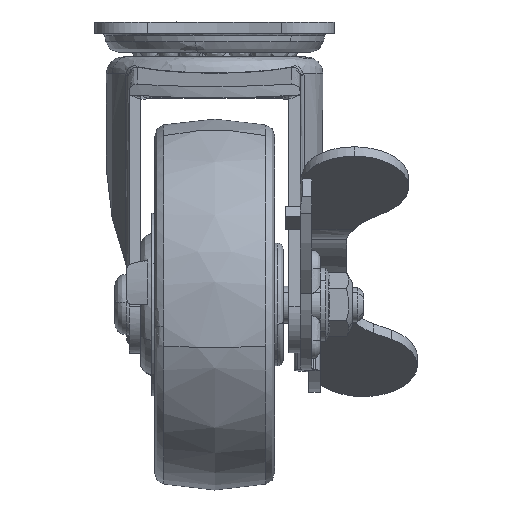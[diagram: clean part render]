
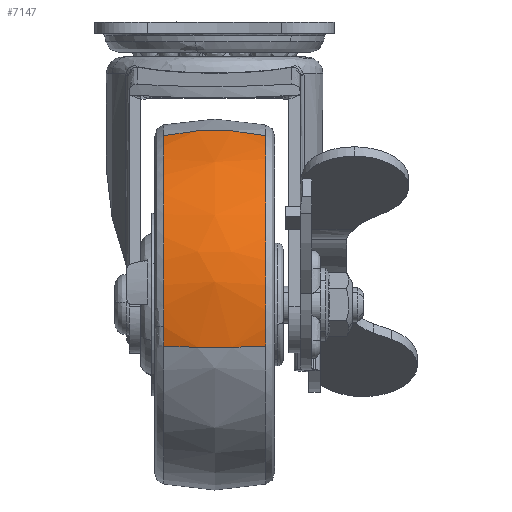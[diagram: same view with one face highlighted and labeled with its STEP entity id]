
A CAD part, left-side view. The second image highlights one B-rep face of the part: STEP entity #7147.
In plain terms, the highlighted free-form (B-spline) face has degree [2, 2] with [5, 5] control points.
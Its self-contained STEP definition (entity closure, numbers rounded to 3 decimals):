
#6494=CARTESIAN_POINT('',(0.0,-8.947,31.486));
#6495=VERTEX_POINT('',#6494);
#6513=CARTESIAN_POINT('',(-31.276,-8.947,3.636));
#6514=VERTEX_POINT('',#6513);
#6515=CARTESIAN_POINT('',(0.0,-8.947,31.486));
#6516=CARTESIAN_POINT('',(-1.79,-8.947,31.487));
#6517=CARTESIAN_POINT('',(-5.011,-8.947,31.211));
#6518=CARTESIAN_POINT('',(-9.136,-8.947,30.207));
#6519=CARTESIAN_POINT('',(-13.112,-8.947,28.732));
#6520=CARTESIAN_POINT('',(-16.706,-8.947,26.821));
#6521=CARTESIAN_POINT('',(-19.884,-8.947,24.485));
#6522=CARTESIAN_POINT('',(-22.584,-8.947,22.039));
#6523=CARTESIAN_POINT('',(-25.071,-8.947,19.209));
#6524=CARTESIAN_POINT('',(-27.216,-8.947,15.969));
#6525=CARTESIAN_POINT('',(-29.004,-8.947,12.456));
#6526=CARTESIAN_POINT('',(-30.456,-8.947,8.465));
#6527=CARTESIAN_POINT('',(-31.083,-8.947,5.295));
#6528=CARTESIAN_POINT('',(-31.276,-8.947,3.636));
#6529=B_SPLINE_CURVE_WITH_KNOTS('',3,(#6515,#6516,#6517,#6518,#6519,#6520,#6521,#6522,#6523,#6524,#6525,#6526,#6527,#6528),.UNSPECIFIED.,.F.,.U.,(4,1,1,1,1,1,1,1,1,1,1,4),(0.,5.369,9.664,12.707,18.076,21.834,24.518,28.992,33.109,36.151,40.804,45.815),.UNSPECIFIED.);
#6530=EDGE_CURVE('',#6495,#6514,#6529,.T.);
#6589=CARTESIAN_POINT('',(0.0,8.947,31.486));
#6590=VERTEX_POINT('',#6589);
#6662=CARTESIAN_POINT('',(-30.684,8.947,7.061));
#6663=VERTEX_POINT('',#6662);
#6674=CARTESIAN_POINT('',(0.0,8.947,31.486));
#6675=CARTESIAN_POINT('',(-1.985,8.947,31.487));
#6676=CARTESIAN_POINT('',(-5.127,8.947,31.188));
#6677=CARTESIAN_POINT('',(-9.305,8.947,30.147));
#6678=CARTESIAN_POINT('',(-12.515,8.947,28.959));
#6679=CARTESIAN_POINT('',(-15.974,8.947,27.236));
#6680=CARTESIAN_POINT('',(-19.142,8.947,25.11));
#6681=CARTESIAN_POINT('',(-22.339,8.947,22.309));
#6682=CARTESIAN_POINT('',(-24.832,8.947,19.496));
#6683=CARTESIAN_POINT('',(-27.166,8.947,16.077));
#6684=CARTESIAN_POINT('',(-29.216,8.947,12.097));
#6685=CARTESIAN_POINT('',(-30.264,8.947,8.888));
#6686=CARTESIAN_POINT('',(-30.684,8.947,7.061));
#6687=B_SPLINE_CURVE_WITH_KNOTS('',3,(#6674,#6675,#6676,#6677,#6678,#6679,#6680,#6681,#6682,#6683,#6684,#6685,#6686),.UNSPECIFIED.,.F.,.U.,(4,1,1,1,1,1,1,1,1,1,4),(0.,5.954,9.427,12.9,16.207,21.003,24.311,28.941,32.249,36.714,42.337),.UNSPECIFIED.);
#6688=EDGE_CURVE('',#6590,#6663,#6687,.T.);
#6741=CARTESIAN_POINT('',(-31.276,8.947,3.636));
#6742=VERTEX_POINT('',#6741);
#6761=CARTESIAN_POINT('',(-30.684,8.947,7.061));
#6762=CARTESIAN_POINT('',(-30.944,8.947,5.932));
#6763=CARTESIAN_POINT('',(-31.142,8.947,4.787));
#6764=CARTESIAN_POINT('',(-31.276,8.947,3.636));
#6765=B_SPLINE_CURVE_WITH_KNOTS('',3,(#6761,#6762,#6763,#6764),.UNSPECIFIED.,.F.,.U.,(4,4),(0.,3.478),.UNSPECIFIED.);
#6766=EDGE_CURVE('',#6663,#6742,#6765,.T.);
#7080=CARTESIAN_POINT('',(-31.276,-8.947,3.636));
#7081=CARTESIAN_POINT('',(-31.631,-7.39,3.677));
#7082=CARTESIAN_POINT('',(-32.233,-3.768,3.747));
#7083=CARTESIAN_POINT('',(-32.402,2.264,3.766));
#7084=CARTESIAN_POINT('',(-31.798,6.657,3.696));
#7085=CARTESIAN_POINT('',(-31.276,8.947,3.636));
#7086=B_SPLINE_CURVE_WITH_KNOTS('',3,(#7080,#7081,#7082,#7083,#7084,#7085),.UNSPECIFIED.,.F.,.U.,(4,1,1,4),(0.,4.794,10.998,18.047),.UNSPECIFIED.);
#7087=EDGE_CURVE('',#6514,#6742,#7086,.T.);
#7092=CARTESIAN_POINT('',(0.0,-8.947,31.486));
#7093=CARTESIAN_POINT('',(0.0,-6.107,32.139));
#7094=CARTESIAN_POINT('',(0.0,-1.881,32.632));
#7095=CARTESIAN_POINT('',(0.0,4.137,32.377));
#7096=CARTESIAN_POINT('',(0.0,7.207,31.886));
#7097=CARTESIAN_POINT('',(0.0,8.947,31.486));
#7098=B_SPLINE_CURVE_WITH_KNOTS('',3,(#7092,#7093,#7094,#7095,#7096,#7097),.UNSPECIFIED.,.F.,.U.,(4,1,1,4),(0.,8.742,12.69,18.047),.UNSPECIFIED.);
#7099=EDGE_CURVE('',#6495,#6590,#7098,.T.);
#7107=CARTESIAN_POINT('',(0.203,-9.854,31.267));
#7108=CARTESIAN_POINT('',(0.211,-5.004,32.5));
#7109=CARTESIAN_POINT('',(0.211,0.0,32.5));
#7110=CARTESIAN_POINT('',(0.211,5.004,32.5));
#7111=CARTESIAN_POINT('',(0.203,9.854,31.267));
#7112=CARTESIAN_POINT('',(0.102,-9.854,31.267));
#7113=CARTESIAN_POINT('',(0.106,-5.004,32.5));
#7114=CARTESIAN_POINT('',(0.106,0.0,32.5));
#7115=CARTESIAN_POINT('',(0.106,5.004,32.5));
#7116=CARTESIAN_POINT('',(0.102,9.854,31.267));
#7117=CARTESIAN_POINT('',(-27.843,-9.854,31.267));
#7118=CARTESIAN_POINT('',(-28.941,-5.004,32.5));
#7119=CARTESIAN_POINT('',(-28.941,0.0,32.5));
#7120=CARTESIAN_POINT('',(-28.941,5.004,32.5));
#7121=CARTESIAN_POINT('',(-27.843,9.854,31.267));
#7122=CARTESIAN_POINT('',(-31.07,-9.854,3.505));
#7123=CARTESIAN_POINT('',(-32.295,-5.004,3.643));
#7124=CARTESIAN_POINT('',(-32.295,0.0,3.643));
#7125=CARTESIAN_POINT('',(-32.295,5.004,3.643));
#7126=CARTESIAN_POINT('',(-31.07,9.854,3.505));
#7127=CARTESIAN_POINT('',(-31.083,-9.854,3.4));
#7128=CARTESIAN_POINT('',(-32.308,-5.004,3.534));
#7129=CARTESIAN_POINT('',(-32.308,0.0,3.534));
#7130=CARTESIAN_POINT('',(-32.308,5.004,3.534));
#7131=CARTESIAN_POINT('',(-31.083,9.854,3.4));
#7139=(BOUNDED_SURFACE()B_SPLINE_SURFACE(2,2,((#7107,#7112,#7117,#7122,#7127),(#7108,#7113,#7118,#7123,#7128),(#7109,#7114,#7119,#7124,#7129),(#7110,#7115,#7120,#7125,#7130),(#7111,#7116,#7121,#7126,#7131)),.UNSPECIFIED.,.F.,.F.,.U.)B_SPLINE_SURFACE_WITH_KNOTS((3,2,3),(3,1,1,3),(0.0,10.298,20.596),(0.0,0.247,49.733,49.981),.UNSPECIFIED.)GEOMETRIC_REPRESENTATION_ITEM()RATIONAL_B_SPLINE_SURFACE(((0.933,0.931,0.679,0.891,0.892),(0.959,0.958,0.699,0.917,0.918),(1.003,1.001,0.731,0.958,0.959),(0.959,0.958,0.699,0.917,0.918),(0.933,0.931,0.679,0.891,0.892)))REPRESENTATION_ITEM('')SURFACE());
#7140=ORIENTED_EDGE('',*,*,#6530,.F.);
#7141=ORIENTED_EDGE('',*,*,#7099,.T.);
#7142=ORIENTED_EDGE('',*,*,#6688,.T.);
#7143=ORIENTED_EDGE('',*,*,#6766,.T.);
#7144=ORIENTED_EDGE('',*,*,#7087,.F.);
#7145=EDGE_LOOP('',(#7140,#7141,#7142,#7143,#7144));
#7146=FACE_OUTER_BOUND('',#7145,.T.);
#7147=ADVANCED_FACE('',(#7146),#7139,.T.);
